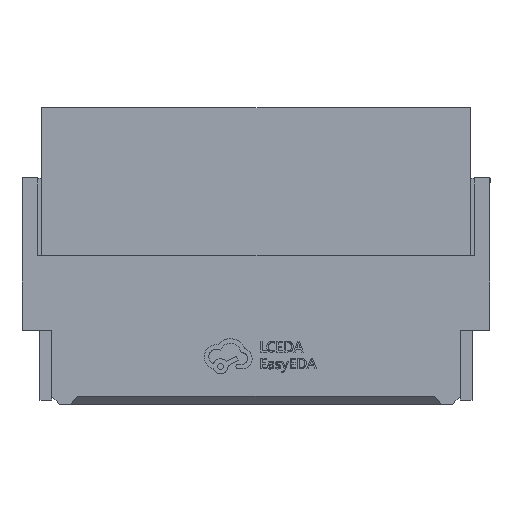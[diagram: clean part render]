
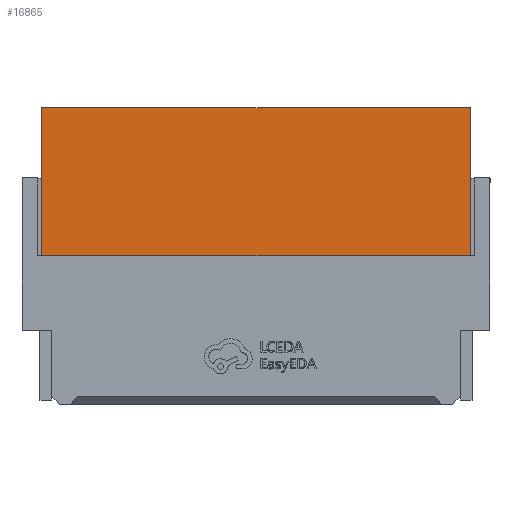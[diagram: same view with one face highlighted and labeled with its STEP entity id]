
A CAD part, top view. The second image highlights one B-rep face of the part: STEP entity #16865.
In plain terms, the highlighted planar face has unit normal (0, 0, 1).
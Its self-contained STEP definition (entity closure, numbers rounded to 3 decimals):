
#173 = LINE ( 'NONE', #21980, #13882 ) ;
#340 = EDGE_CURVE ( 'NONE', #12326, #24121, #4971, .T. ) ;
#1556 = DIRECTION ( 'NONE',  ( 0., -1., 0. ) ) ;
#2095 = EDGE_CURVE ( 'NONE', #24121, #23361, #7546, .T. ) ;
#2589 = EDGE_CURVE ( 'NONE', #12326, #3771, #14215, .T. ) ;
#3443 = CARTESIAN_POINT ( 'NONE',  ( -2.75, 0.45, 0.9 ) ) ;
#3635 = FACE_OUTER_BOUND ( 'NONE', #19872, .T. ) ;
#3771 = VERTEX_POINT ( 'NONE', #4695 ) ;
#3999 = ORIENTED_EDGE ( 'NONE', *, *, #340, .T. ) ;
#4388 = VECTOR ( 'NONE', #10696, 1000. ) ;
#4695 = CARTESIAN_POINT ( 'NONE',  ( -2.75, 2.35, 0.9 ) ) ;
#4971 = LINE ( 'NONE', #6629, #4388 ) ;
#6072 = ORIENTED_EDGE ( 'NONE', *, *, #2589, .F. ) ;
#6629 = CARTESIAN_POINT ( 'NONE',  ( 2.75, 0.45, 0.9 ) ) ;
#7168 = CARTESIAN_POINT ( 'NONE',  ( 2.75, 0.45, 0.9 ) ) ;
#7546 = LINE ( 'NONE', #15549, #16834 ) ;
#7954 = DIRECTION ( 'NONE',  ( 1., 0., 0. ) ) ;
#8377 = VECTOR ( 'NONE', #9923, 1000. ) ;
#9923 = DIRECTION ( 'NONE',  ( 0., 1., 0. ) ) ;
#10696 = DIRECTION ( 'NONE',  ( 1., 0., 0. ) ) ;
#10774 = AXIS2_PLACEMENT_3D ( 'NONE', #15612, #23214, #1556 ) ;
#12285 = CARTESIAN_POINT ( 'NONE',  ( -2.75, 1.45, 0.9 ) ) ;
#12326 = VERTEX_POINT ( 'NONE', #3443 ) ;
#13882 = VECTOR ( 'NONE', #7954, 1000. ) ;
#14215 = LINE ( 'NONE', #12285, #8377 ) ;
#14924 = ORIENTED_EDGE ( 'NONE', *, *, #19618, .F. ) ;
#15217 = PLANE ( 'NONE',  #10774 ) ;
#15549 = CARTESIAN_POINT ( 'NONE',  ( 2.75, 1.45, 0.9 ) ) ;
#15612 = CARTESIAN_POINT ( 'NONE',  ( -2.75, 1.45, 0.9 ) ) ;
#15613 = CARTESIAN_POINT ( 'NONE',  ( 2.75, 2.35, 0.9 ) ) ;
#16834 = VECTOR ( 'NONE', #20876, 1000. ) ;
#16865 = ADVANCED_FACE ( 'NONE', ( #3635 ), #15217, .F. ) ;
#19618 = EDGE_CURVE ( 'NONE', #3771, #23361, #173, .T. ) ;
#19872 = EDGE_LOOP ( 'NONE', ( #21338, #14924, #6072, #3999 ) ) ;
#20876 = DIRECTION ( 'NONE',  ( 0., 1., 0. ) ) ;
#21338 = ORIENTED_EDGE ( 'NONE', *, *, #2095, .T. ) ;
#21980 = CARTESIAN_POINT ( 'NONE',  ( -2.75, 2.35, 0.9 ) ) ;
#23214 = DIRECTION ( 'NONE',  ( 0., 0., -1. ) ) ;
#23361 = VERTEX_POINT ( 'NONE', #15613 ) ;
#24121 = VERTEX_POINT ( 'NONE', #7168 ) ;
